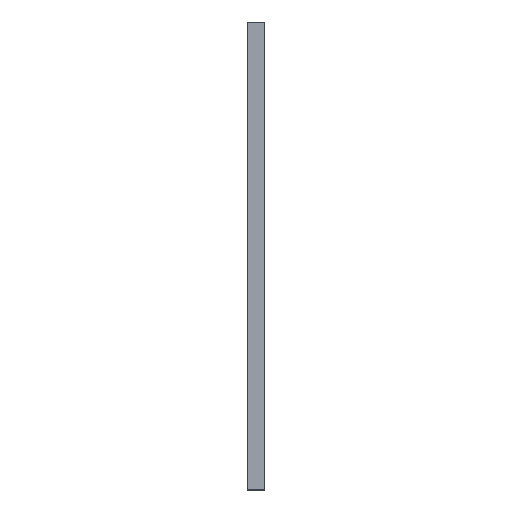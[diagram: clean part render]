
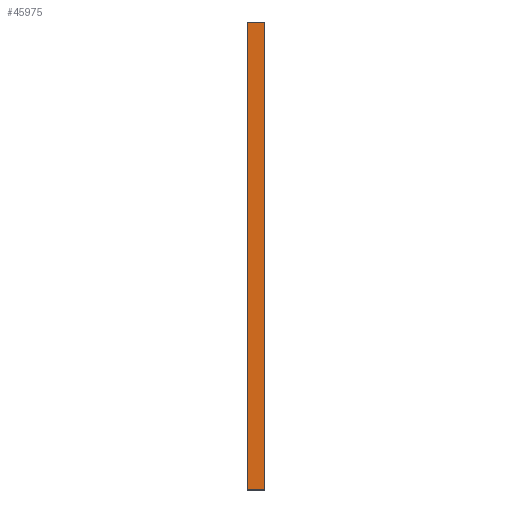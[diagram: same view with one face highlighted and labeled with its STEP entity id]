
A CAD part, front view. The second image highlights one B-rep face of the part: STEP entity #45975.
In plain terms, the highlighted planar face has unit normal (0, -1, 0).
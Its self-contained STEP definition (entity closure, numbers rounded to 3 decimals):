
#37386 = PLANE('',#37387);
#37387 = AXIS2_PLACEMENT_3D('',#37388,#37389,#37390);
#37388 = CARTESIAN_POINT('',(7.5,-15.45,0.05));
#37389 = DIRECTION('',(0.,0.707,0.707));
#37390 = DIRECTION('',(1.,0.,0.));
#37694 = PLANE('',#37695);
#37695 = AXIS2_PLACEMENT_3D('',#37696,#37697,#37698);
#37696 = CARTESIAN_POINT('',(7.5,-15.45,399.95));
#37697 = DIRECTION('',(0.,-0.707,
    0.707));
#37698 = DIRECTION('',(1.,0.,0.));
#37981 = PLANE('',#37982);
#37982 = AXIS2_PLACEMENT_3D('',#37983,#37984,#37985);
#37983 = CARTESIAN_POINT('',(-7.4,-15.4,0.));
#37984 = DIRECTION('',(-0.707,-0.707,
    0.));
#37985 = DIRECTION('',(0.,0.,1.));
#40831 = VERTEX_POINT('',#40832);
#40832 = CARTESIAN_POINT('',(7.4,-15.5,0.1));
#40853 = EDGE_CURVE('',#40831,#40854,#40856,.T.);
#40854 = VERTEX_POINT('',#40855);
#40855 = CARTESIAN_POINT('',(-7.3,-15.5,0.1));
#40856 = SURFACE_CURVE('',#40857,(#40861,#40868),.PCURVE_S1.);
#40857 = LINE('',#40858,#40859);
#40858 = CARTESIAN_POINT('',(7.5,-15.5,0.1));
#40859 = VECTOR('',#40860,1.);
#40860 = DIRECTION('',(-1.,0.,0.));
#40861 = PCURVE('',#37386,#40862);
#40862 = DEFINITIONAL_REPRESENTATION('',(#40863),#40867);
#40863 = LINE('',#40864,#40865);
#40864 = CARTESIAN_POINT('',(0.,-0.071));
#40865 = VECTOR('',#40866,1.);
#40866 = DIRECTION('',(-1.,0.));
#40867 = ( GEOMETRIC_REPRESENTATION_CONTEXT(2) 
PARAMETRIC_REPRESENTATION_CONTEXT() REPRESENTATION_CONTEXT('2D SPACE',''
  ) );
#40868 = PCURVE('',#40869,#40874);
#40869 = PLANE('',#40870);
#40870 = AXIS2_PLACEMENT_3D('',#40871,#40872,#40873);
#40871 = CARTESIAN_POINT('',(7.5,-15.5,0.));
#40872 = DIRECTION('',(0.,-1.,0.));
#40873 = DIRECTION('',(-1.,0.,0.));
#40874 = DEFINITIONAL_REPRESENTATION('',(#40875),#40879);
#40875 = LINE('',#40876,#40877);
#40876 = CARTESIAN_POINT('',(0.,-0.1));
#40877 = VECTOR('',#40878,1.);
#40878 = DIRECTION('',(1.,0.));
#40879 = ( GEOMETRIC_REPRESENTATION_CONTEXT(2) 
PARAMETRIC_REPRESENTATION_CONTEXT() REPRESENTATION_CONTEXT('2D SPACE',''
  ) );
#41146 = VERTEX_POINT('',#41147);
#41147 = CARTESIAN_POINT('',(7.4,-15.5,399.9));
#41168 = EDGE_CURVE('',#41146,#41169,#41171,.T.);
#41169 = VERTEX_POINT('',#41170);
#41170 = CARTESIAN_POINT('',(-7.3,-15.5,399.9));
#41171 = SURFACE_CURVE('',#41172,(#41176,#41183),.PCURVE_S1.);
#41172 = LINE('',#41173,#41174);
#41173 = CARTESIAN_POINT('',(7.5,-15.5,399.9));
#41174 = VECTOR('',#41175,1.);
#41175 = DIRECTION('',(-1.,0.,0.));
#41176 = PCURVE('',#37694,#41177);
#41177 = DEFINITIONAL_REPRESENTATION('',(#41178),#41182);
#41178 = LINE('',#41179,#41180);
#41179 = CARTESIAN_POINT('',(0.,-0.071));
#41180 = VECTOR('',#41181,1.);
#41181 = DIRECTION('',(-1.,0.));
#41182 = ( GEOMETRIC_REPRESENTATION_CONTEXT(2) 
PARAMETRIC_REPRESENTATION_CONTEXT() REPRESENTATION_CONTEXT('2D SPACE',''
  ) );
#41183 = PCURVE('',#40869,#41184);
#41184 = DEFINITIONAL_REPRESENTATION('',(#41185),#41189);
#41185 = LINE('',#41186,#41187);
#41186 = CARTESIAN_POINT('',(0.,-399.9));
#41187 = VECTOR('',#41188,1.);
#41188 = DIRECTION('',(1.,0.));
#41189 = ( GEOMETRIC_REPRESENTATION_CONTEXT(2) 
PARAMETRIC_REPRESENTATION_CONTEXT() REPRESENTATION_CONTEXT('2D SPACE',''
  ) );
#41325 = EDGE_CURVE('',#40854,#41169,#41326,.T.);
#41326 = SURFACE_CURVE('',#41327,(#41331,#41338),.PCURVE_S1.);
#41327 = LINE('',#41328,#41329);
#41328 = CARTESIAN_POINT('',(-7.3,-15.5,0.));
#41329 = VECTOR('',#41330,1.);
#41330 = DIRECTION('',(0.,0.,1.));
#41331 = PCURVE('',#37981,#41332);
#41332 = DEFINITIONAL_REPRESENTATION('',(#41333),#41337);
#41333 = LINE('',#41334,#41335);
#41334 = CARTESIAN_POINT('',(0.,-0.141));
#41335 = VECTOR('',#41336,1.);
#41336 = DIRECTION('',(1.,0.));
#41337 = ( GEOMETRIC_REPRESENTATION_CONTEXT(2) 
PARAMETRIC_REPRESENTATION_CONTEXT() REPRESENTATION_CONTEXT('2D SPACE',''
  ) );
#41338 = PCURVE('',#40869,#41339);
#41339 = DEFINITIONAL_REPRESENTATION('',(#41340),#41344);
#41340 = LINE('',#41341,#41342);
#41341 = CARTESIAN_POINT('',(14.8,0.));
#41342 = VECTOR('',#41343,1.);
#41343 = DIRECTION('',(0.,-1.));
#41344 = ( GEOMETRIC_REPRESENTATION_CONTEXT(2) 
PARAMETRIC_REPRESENTATION_CONTEXT() REPRESENTATION_CONTEXT('2D SPACE',''
  ) );
#45689 = PLANE('',#45690);
#45690 = AXIS2_PLACEMENT_3D('',#45691,#45692,#45693);
#45691 = CARTESIAN_POINT('',(7.45,-15.45,0.));
#45692 = DIRECTION('',(0.707,-0.707,0.));
#45693 = DIRECTION('',(0.,0.,1.));
#45975 = ADVANCED_FACE('',(#45976),#40869,.T.);
#45976 = FACE_BOUND('',#45977,.T.);
#45977 = EDGE_LOOP('',(#45978,#45999,#46000,#46001));
#45978 = ORIENTED_EDGE('',*,*,#45979,.T.);
#45979 = EDGE_CURVE('',#40831,#41146,#45980,.T.);
#45980 = SURFACE_CURVE('',#45981,(#45985,#45992),.PCURVE_S1.);
#45981 = LINE('',#45982,#45983);
#45982 = CARTESIAN_POINT('',(7.4,-15.5,0.));
#45983 = VECTOR('',#45984,1.);
#45984 = DIRECTION('',(0.,0.,1.));
#45985 = PCURVE('',#40869,#45986);
#45986 = DEFINITIONAL_REPRESENTATION('',(#45987),#45991);
#45987 = LINE('',#45988,#45989);
#45988 = CARTESIAN_POINT('',(0.1,0.));
#45989 = VECTOR('',#45990,1.);
#45990 = DIRECTION('',(0.,-1.));
#45991 = ( GEOMETRIC_REPRESENTATION_CONTEXT(2) 
PARAMETRIC_REPRESENTATION_CONTEXT() REPRESENTATION_CONTEXT('2D SPACE',''
  ) );
#45992 = PCURVE('',#45689,#45993);
#45993 = DEFINITIONAL_REPRESENTATION('',(#45994),#45998);
#45994 = LINE('',#45995,#45996);
#45995 = CARTESIAN_POINT('',(0.,0.071));
#45996 = VECTOR('',#45997,1.);
#45997 = DIRECTION('',(1.,0.));
#45998 = ( GEOMETRIC_REPRESENTATION_CONTEXT(2) 
PARAMETRIC_REPRESENTATION_CONTEXT() REPRESENTATION_CONTEXT('2D SPACE',''
  ) );
#45999 = ORIENTED_EDGE('',*,*,#41168,.T.);
#46000 = ORIENTED_EDGE('',*,*,#41325,.F.);
#46001 = ORIENTED_EDGE('',*,*,#40853,.F.);
